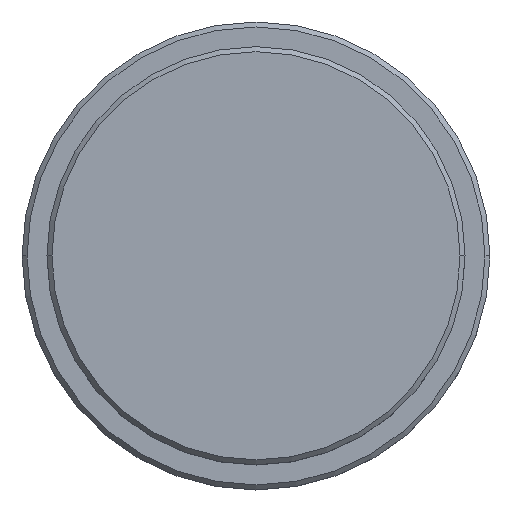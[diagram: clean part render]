
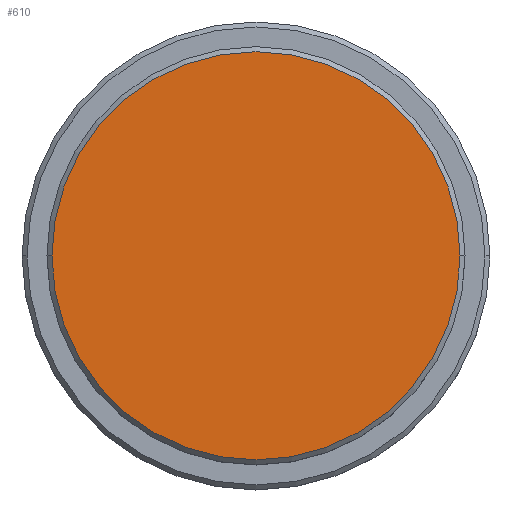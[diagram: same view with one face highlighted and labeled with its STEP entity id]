
A CAD part, top view. The second image highlights one B-rep face of the part: STEP entity #610.
In plain terms, the highlighted planar face has unit normal (0, 0, 1).
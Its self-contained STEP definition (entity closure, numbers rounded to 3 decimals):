
#19 = CARTESIAN_POINT ( 'NONE',  ( 0., 0., 0. ) ) ;
#64 = DIRECTION ( 'NONE',  ( 1., 0., 0. ) ) ;
#156 = FACE_OUTER_BOUND ( 'NONE', #1172, .T. ) ;
#163 = DIRECTION ( 'NONE',  ( 1., 0., 0. ) ) ;
#171 = CIRCLE ( 'NONE', #1357, 20.5 ) ;
#206 = AXIS2_PLACEMENT_3D ( 'NONE', #583, #272, #163 ) ;
#272 = DIRECTION ( 'NONE',  ( 0., 0., 1. ) ) ;
#325 = PLANE ( 'NONE',  #380 ) ;
#358 = EDGE_CURVE ( 'NONE', #959, #1117, #469, .T. ) ;
#380 = AXIS2_PLACEMENT_3D ( 'NONE', #19, #992, #668 ) ;
#455 = ORIENTED_EDGE ( 'NONE', *, *, #358, .T. ) ;
#469 = CIRCLE ( 'NONE', #206, 20.5 ) ;
#583 = CARTESIAN_POINT ( 'NONE',  ( 0., 0., 0. ) ) ;
#610 = ADVANCED_FACE ( 'NONE', ( #156 ), #325, .T. ) ;
#668 = DIRECTION ( 'NONE',  ( 1., 0., 0. ) ) ;
#836 = CARTESIAN_POINT ( 'NONE',  ( 20.5, 0., 0. ) ) ;
#959 = VERTEX_POINT ( 'NONE', #836 ) ;
#992 = DIRECTION ( 'NONE',  ( 0., 0., 1. ) ) ;
#1004 = CARTESIAN_POINT ( 'NONE',  ( 0., 0., 0. ) ) ;
#1089 = ORIENTED_EDGE ( 'NONE', *, *, #1360, .T. ) ;
#1117 = VERTEX_POINT ( 'NONE', #1197 ) ;
#1142 = DIRECTION ( 'NONE',  ( 0., 0., 1. ) ) ;
#1172 = EDGE_LOOP ( 'NONE', ( #1089, #455 ) ) ;
#1197 = CARTESIAN_POINT ( 'NONE',  ( -20.5, 0., 0. ) ) ;
#1357 = AXIS2_PLACEMENT_3D ( 'NONE', #1004, #1142, #64 ) ;
#1360 = EDGE_CURVE ( 'NONE', #1117, #959, #171, .T. ) ;
